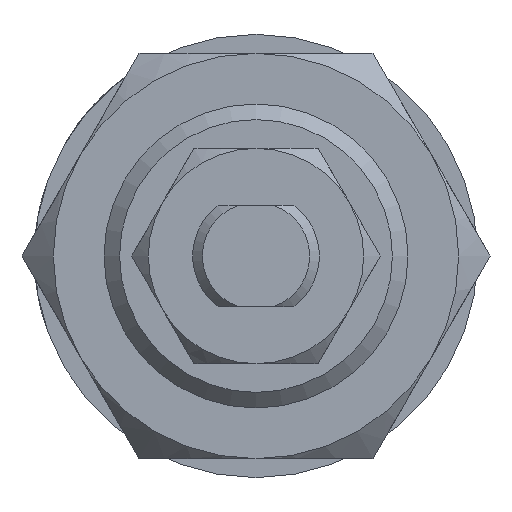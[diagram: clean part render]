
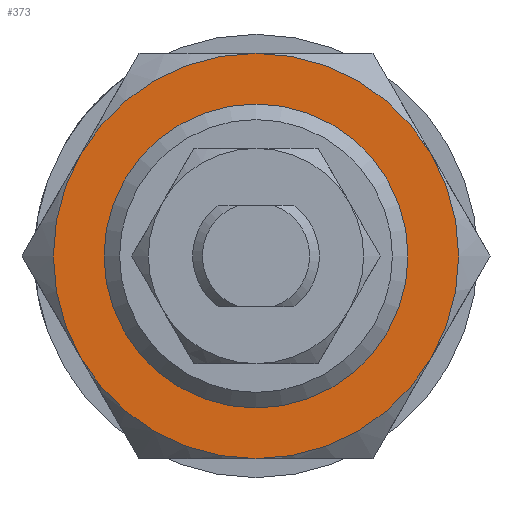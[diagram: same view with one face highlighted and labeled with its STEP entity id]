
A CAD part, left-side view. The second image highlights one B-rep face of the part: STEP entity #373.
In plain terms, the highlighted planar face has unit normal (-1, 0, 0).
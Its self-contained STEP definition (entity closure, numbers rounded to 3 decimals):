
#373 = ADVANCED_FACE( '', ( #777, #778 ), #779, .F. );
#777 = FACE_OUTER_BOUND( '', #1192, .T. );
#778 = FACE_BOUND( '', #1193, .T. );
#779 = PLANE( '', #1194 );
#1192 = EDGE_LOOP( '', ( #1998, #1999, #2000, #2001, #2002, #2003 ) );
#1193 = EDGE_LOOP( '', ( #2004 ) );
#1194 = AXIS2_PLACEMENT_3D( '', #2005, #2006, #2007 );
#1998 = ORIENTED_EDGE( '', *, *, #2236, .F. );
#1999 = ORIENTED_EDGE( '', *, *, #2184, .F. );
#2000 = ORIENTED_EDGE( '', *, *, #2384, .F. );
#2001 = ORIENTED_EDGE( '', *, *, #2194, .F. );
#2002 = ORIENTED_EDGE( '', *, *, #2439, .F. );
#2003 = ORIENTED_EDGE( '', *, *, #2295, .F. );
#2004 = ORIENTED_EDGE( '', *, *, #2353, .T. );
#2005 = CARTESIAN_POINT( '', ( -11., 0., 0. ) );
#2006 = DIRECTION( '', ( 1., 0., 0. ) );
#2007 = DIRECTION( '', ( 0., 0., -1. ) );
#2184 = EDGE_CURVE( '', #2537, #2535, #2539, .T. );
#2194 = EDGE_CURVE( '', #2554, #2552, #2556, .T. );
#2236 = EDGE_CURVE( '', #2535, #2623, #2626, .T. );
#2295 = EDGE_CURVE( '', #2623, #2715, #2716, .T. );
#2353 = EDGE_CURVE( '', #2799, #2799, #2800, .T. );
#2384 = EDGE_CURVE( '', #2552, #2537, #2842, .T. );
#2439 = EDGE_CURVE( '', #2715, #2554, #2908, .T. );
#2535 = VERTEX_POINT( '', #3068 );
#2537 = VERTEX_POINT( '', #3077 );
#2539 = CIRCLE( '', #3086, 16. );
#2552 = VERTEX_POINT( '', #3168 );
#2554 = VERTEX_POINT( '', #3177 );
#2556 = CIRCLE( '', #3184, 16. );
#2623 = VERTEX_POINT( '', #3444 );
#2626 = CIRCLE( '', #3459, 16. );
#2715 = VERTEX_POINT( '', #3682 );
#2716 = CIRCLE( '', #3683, 16. );
#2799 = VERTEX_POINT( '', #3893 );
#2800 = CIRCLE( '', #3894, 12. );
#2842 = CIRCLE( '', #3962, 16. );
#2908 = CIRCLE( '', #4112, 16. );
#3068 = CARTESIAN_POINT( '', ( -11., 13.856, -8. ) );
#3077 = CARTESIAN_POINT( '', ( -11., 0., -16. ) );
#3086 = AXIS2_PLACEMENT_3D( '', #4185, #4186, #4187 );
#3168 = CARTESIAN_POINT( '', ( -11., -13.856, -8. ) );
#3177 = CARTESIAN_POINT( '', ( -11., -13.856, 8. ) );
#3184 = AXIS2_PLACEMENT_3D( '', #4197, #4198, #4199 );
#3444 = CARTESIAN_POINT( '', ( -11., 13.856, 8. ) );
#3459 = AXIS2_PLACEMENT_3D( '', #4246, #4247, #4248 );
#3682 = CARTESIAN_POINT( '', ( -11., 0., 16. ) );
#3683 = AXIS2_PLACEMENT_3D( '', #4306, #4307, #4308 );
#3893 = CARTESIAN_POINT( '', ( -11., 0., -12. ) );
#3894 = AXIS2_PLACEMENT_3D( '', #4372, #4373, #4374 );
#3962 = AXIS2_PLACEMENT_3D( '', #4414, #4415, #4416 );
#4112 = AXIS2_PLACEMENT_3D( '', #4457, #4458, #4459 );
#4185 = CARTESIAN_POINT( '', ( -11., 0., 0. ) );
#4186 = DIRECTION( '', ( 1., 0., 0. ) );
#4187 = DIRECTION( '', ( 0., 0., -1. ) );
#4197 = CARTESIAN_POINT( '', ( -11., 0., 0. ) );
#4198 = DIRECTION( '', ( 1., 0., 0. ) );
#4199 = DIRECTION( '', ( 0., 0., -1. ) );
#4246 = CARTESIAN_POINT( '', ( -11., 0., 0. ) );
#4247 = DIRECTION( '', ( 1., 0., 0. ) );
#4248 = DIRECTION( '', ( 0., 0., -1. ) );
#4306 = CARTESIAN_POINT( '', ( -11., 0., 0. ) );
#4307 = DIRECTION( '', ( 1., 0., 0. ) );
#4308 = DIRECTION( '', ( 0., 0., -1. ) );
#4372 = CARTESIAN_POINT( '', ( -11., 0., 0. ) );
#4373 = DIRECTION( '', ( 1., 0., 0. ) );
#4374 = DIRECTION( '', ( 0., 0., -1. ) );
#4414 = CARTESIAN_POINT( '', ( -11., 0., 0. ) );
#4415 = DIRECTION( '', ( 1., 0., 0. ) );
#4416 = DIRECTION( '', ( 0., 0., -1. ) );
#4457 = CARTESIAN_POINT( '', ( -11., 0., 0. ) );
#4458 = DIRECTION( '', ( 1., 0., 0. ) );
#4459 = DIRECTION( '', ( 0., 0., -1. ) );
